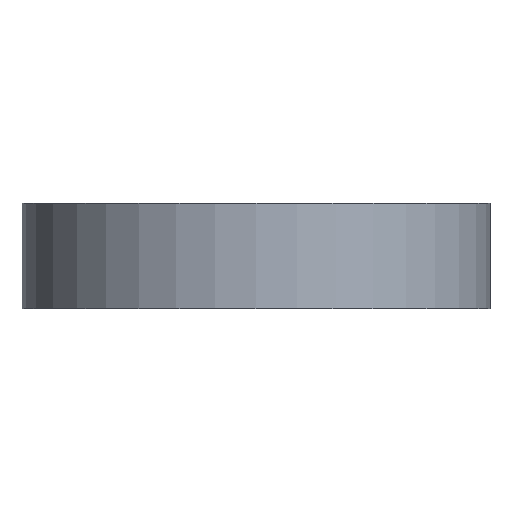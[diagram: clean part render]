
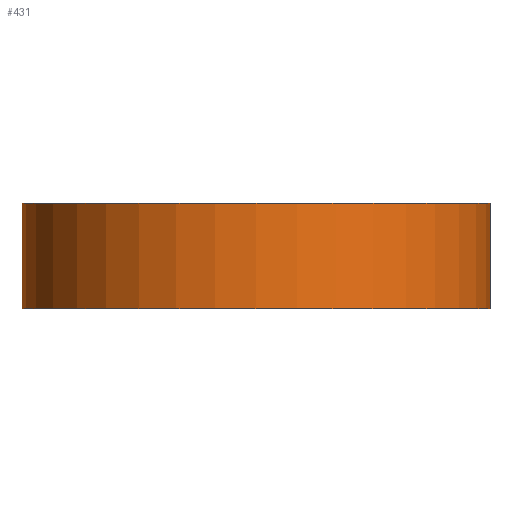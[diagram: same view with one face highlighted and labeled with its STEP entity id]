
A CAD part, front view. The second image highlights one B-rep face of the part: STEP entity #431.
In plain terms, the highlighted cylindrical face has radius 15.5 mm (diameter 31 mm), a partial arc.
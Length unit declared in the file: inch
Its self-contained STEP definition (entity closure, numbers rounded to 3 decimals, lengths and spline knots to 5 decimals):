
#115 = ORIENTED_EDGE ( 'NONE', *, *, #337, .F. ) ;
#274 = DIRECTION ( 'NONE',  ( 0., 0., -1. ) ) ;
#278 = EDGE_CURVE ( 'NONE', #1586, #843, #1045, .T. ) ;
#337 = EDGE_CURVE ( 'NONE', #1484, #1473, #1441, .T. ) ;
#431 = ADVANCED_FACE ( 'NONE', ( #998 ), #2317, .T. ) ;
#440 = LINE ( 'NONE', #1766, #476 ) ;
#476 = VECTOR ( 'NONE', #2133, 39.37008 ) ;
#479 = CARTESIAN_POINT ( 'NONE',  ( -1.33009, 0.30041, 0.31356 ) ) ;
#505 = DIRECTION ( 'NONE',  ( 0., 0., -1. ) ) ;
#600 = CARTESIAN_POINT ( 'NONE',  ( -1.33009, 0.30041, 0.03797 ) ) ;
#786 = DIRECTION ( 'NONE',  ( 0., 0., -1. ) ) ;
#814 = AXIS2_PLACEMENT_3D ( 'NONE', #1927, #274, #1761 ) ;
#833 = CARTESIAN_POINT ( 'NONE',  ( -0.10962, 0.30041, 0.31356 ) ) ;
#843 = VERTEX_POINT ( 'NONE', #479 ) ;
#955 = DIRECTION ( 'NONE',  ( 0., 0., -1. ) ) ;
#969 = DIRECTION ( 'NONE',  ( -1., 0., 0. ) ) ;
#985 = EDGE_LOOP ( 'NONE', ( #1877, #1179, #1612, #115 ) ) ;
#992 = EDGE_CURVE ( 'NONE', #1586, #1484, #1052, .T. ) ;
#998 = FACE_OUTER_BOUND ( 'NONE', #985, .T. ) ;
#1016 = VECTOR ( 'NONE', #505, 39.37008 ) ;
#1045 = CIRCLE ( 'NONE', #2422, 0.61024 ) ;
#1052 = LINE ( 'NONE', #2020, #1016 ) ;
#1144 = DIRECTION ( 'NONE',  ( 1., 0., 0. ) ) ;
#1173 = CARTESIAN_POINT ( 'NONE',  ( -0.71985, 0.30041, 0.03797 ) ) ;
#1179 = ORIENTED_EDGE ( 'NONE', *, *, #278, .T. ) ;
#1441 = CIRCLE ( 'NONE', #1747, 0.61024 ) ;
#1473 = VERTEX_POINT ( 'NONE', #600 ) ;
#1484 = VERTEX_POINT ( 'NONE', #1890 ) ;
#1586 = VERTEX_POINT ( 'NONE', #833 ) ;
#1612 = ORIENTED_EDGE ( 'NONE', *, *, #2239, .T. ) ;
#1727 = CARTESIAN_POINT ( 'NONE',  ( -0.71985, 0.30041, 0.31356 ) ) ;
#1747 = AXIS2_PLACEMENT_3D ( 'NONE', #1173, #955, #969 ) ;
#1761 = DIRECTION ( 'NONE',  ( -1., 0., 0. ) ) ;
#1766 = CARTESIAN_POINT ( 'NONE',  ( -1.33009, 0.30041, 2.03957 ) ) ;
#1877 = ORIENTED_EDGE ( 'NONE', *, *, #992, .F. ) ;
#1890 = CARTESIAN_POINT ( 'NONE',  ( -0.10962, 0.30041, 0.03797 ) ) ;
#1927 = CARTESIAN_POINT ( 'NONE',  ( -0.71985, 0.30041, 2.03957 ) ) ;
#2020 = CARTESIAN_POINT ( 'NONE',  ( -0.10962, 0.30041, 2.03957 ) ) ;
#2133 = DIRECTION ( 'NONE',  ( 0., 0., -1. ) ) ;
#2239 = EDGE_CURVE ( 'NONE', #843, #1473, #440, .T. ) ;
#2317 = CYLINDRICAL_SURFACE ( 'NONE', #814, 0.61024 ) ;
#2422 = AXIS2_PLACEMENT_3D ( 'NONE', #1727, #786, #1144 ) ;
